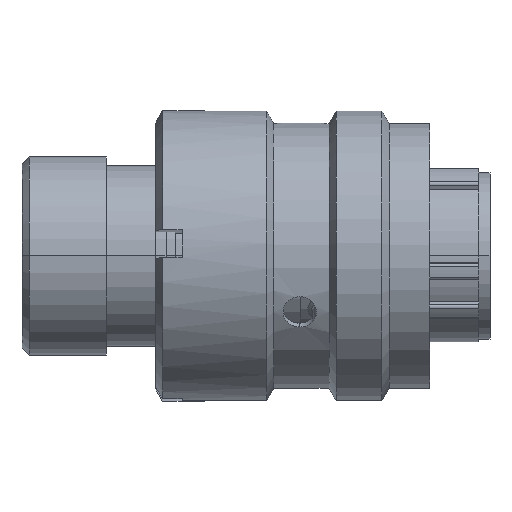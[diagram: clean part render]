
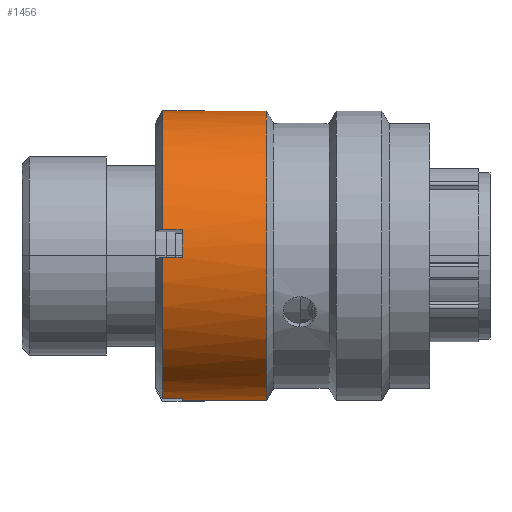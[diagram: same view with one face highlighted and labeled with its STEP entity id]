
A CAD part, top view. The second image highlights one B-rep face of the part: STEP entity #1456.
In plain terms, the highlighted cylindrical face has radius 10.35 mm (diameter 20.7 mm), a partial arc.
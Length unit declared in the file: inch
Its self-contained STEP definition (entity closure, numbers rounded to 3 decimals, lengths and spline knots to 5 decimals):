
#1456 = ADVANCED_FACE ( 'NONE', ( #6373 ), #6372, .T. ) ;
#6372 = CYLINDRICAL_SURFACE ( 'NONE', #8366, 0.40748 ) ;
#6373 = FACE_OUTER_BOUND ( 'NONE', #42197, .T. ) ;
#6374 = CARTESIAN_POINT ( 'NONE',  ( 1.14449, 0., 0. ) ) ;
#6386 = DIRECTION ( 'NONE',  ( 1., 0., 0. ) ) ;
#6387 = DIRECTION ( 'NONE',  ( 0., 0.996, -0.085 ) ) ;
#7200 = CARTESIAN_POINT ( 'NONE',  ( 0.68661, 0., 0. ) ) ;
#7201 = DIRECTION ( 'NONE',  ( 1., 0., 0. ) ) ;
#7202 = DIRECTION ( 'NONE',  ( 0., 0.996, -0.085 ) ) ;
#7203 = CARTESIAN_POINT ( 'NONE',  ( 1.14449, -0.40601, 0.03455 ) ) ;
#7205 = LINE ( 'NONE', #7211, #30760 ) ;
#7206 = LINE ( 'NONE', #7203, #30759 ) ;
#7207 = CARTESIAN_POINT ( 'NONE',  ( 0.44961, 0., 0. ) ) ;
#7208 = DIRECTION ( 'NONE',  ( -1., 0., 0. ) ) ;
#7209 = DIRECTION ( 'NONE',  ( 0., 0.085, 0.996 ) ) ;
#7210 = DIRECTION ( 'NONE',  ( 1., 0., 0. ) ) ;
#7211 = CARTESIAN_POINT ( 'NONE',  ( 1.14449, 0.40601, -0.03455 ) ) ;
#7212 = CARTESIAN_POINT ( 'NONE',  ( 0.44961, 0.40745, 0.00484 ) ) ;
#7213 = DIRECTION ( 'NONE',  ( 1., 0., 0. ) ) ;
#7214 = LINE ( 'NONE', #7215, #30767 ) ;
#7215 = CARTESIAN_POINT ( 'NONE',  ( 0.44961, 0.07362, 0.40077 ) ) ;
#7216 = LINE ( 'NONE', #7212, #30763 ) ;
#7217 = CARTESIAN_POINT ( 'NONE',  ( 0.44961, 0., 0. ) ) ;
#7218 = DIRECTION ( 'NONE',  ( -1., 0., 0. ) ) ;
#7219 = DIRECTION ( 'NONE',  ( 0., 0.085, 0.996 ) ) ;
#7220 = DIRECTION ( 'NONE',  ( -1., 0., 0. ) ) ;
#7221 = CARTESIAN_POINT ( 'NONE',  ( 0.39449, 0., 0. ) ) ;
#7222 = DIRECTION ( 'NONE',  ( 1., 0., 0. ) ) ;
#7223 = DIRECTION ( 'NONE',  ( 0., -0.996, 0.085 ) ) ;
#7224 = CARTESIAN_POINT ( 'NONE',  ( 0.44961, -0.00484, 0.40745 ) ) ;
#7225 = DIRECTION ( 'NONE',  ( -1., 0., 0. ) ) ;
#7226 = LINE ( 'NONE', #7227, #30773 ) ;
#7227 = CARTESIAN_POINT ( 'NONE',  ( 0.44961, -0.40077, 0.07362 ) ) ;
#7228 = LINE ( 'NONE', #7224, #30769 ) ;
#7229 = CARTESIAN_POINT ( 'NONE',  ( 0.44961, 0., 0. ) ) ;
#7230 = DIRECTION ( 'NONE',  ( -1., 0., 0. ) ) ;
#7231 = DIRECTION ( 'NONE',  ( 0., 0.085, 0.996 ) ) ;
#7232 = DIRECTION ( 'NONE',  ( -1., 0., 0. ) ) ;
#7234 = CARTESIAN_POINT ( 'NONE',  ( 0.39449, 0., 0. ) ) ;
#7235 = DIRECTION ( 'NONE',  ( 1., 0., 0. ) ) ;
#7236 = DIRECTION ( 'NONE',  ( 0., -0.996, 0.085 ) ) ;
#7238 = DIRECTION ( 'NONE',  ( -1., 0., 0. ) ) ;
#8366 = AXIS2_PLACEMENT_3D ( 'NONE', #6374, #6386, #6387 ) ;
#11230 = ORIENTED_EDGE ( 'NONE', *, *, #39044, .F. ) ;
#11232 = ORIENTED_EDGE ( 'NONE', *, *, #39045, .T. ) ;
#11233 = ORIENTED_EDGE ( 'NONE', *, *, #39042, .F. ) ;
#11235 = ORIENTED_EDGE ( 'NONE', *, *, #39046, .F. ) ;
#11237 = ORIENTED_EDGE ( 'NONE', *, *, #39047, .F. ) ;
#11239 = ORIENTED_EDGE ( 'NONE', *, *, #39048, .T. ) ;
#11241 = ORIENTED_EDGE ( 'NONE', *, *, #39049, .T. ) ;
#11243 = ORIENTED_EDGE ( 'NONE', *, *, #39050, .F. ) ;
#11245 = ORIENTED_EDGE ( 'NONE', *, *, #39051, .F. ) ;
#11247 = ORIENTED_EDGE ( 'NONE', *, *, #39052, .T. ) ;
#11248 = ORIENTED_EDGE ( 'NONE', *, *, #39053, .T. ) ;
#11249 = ORIENTED_EDGE ( 'NONE', *, *, #39054, .F. ) ;
#29325 = CARTESIAN_POINT ( 'NONE',  ( 0.44961, -0.40601, 0.03455 ) ) ;
#29327 = CARTESIAN_POINT ( 'NONE',  ( 0.44961, 0.40601, -0.03455 ) ) ;
#29329 = CARTESIAN_POINT ( 'NONE',  ( 0.44961, -0.40077, 0.07362 ) ) ;
#29330 = CARTESIAN_POINT ( 'NONE',  ( 0.68661, 0.40601, -0.03455 ) ) ;
#29331 = CARTESIAN_POINT ( 'NONE',  ( 0.68661, -0.40601, 0.03455 ) ) ;
#29332 = CARTESIAN_POINT ( 'NONE',  ( 0.44961, 0.07362, 0.40077 ) ) ;
#29334 = CARTESIAN_POINT ( 'NONE',  ( 0.44961, 0.40745, 0.00484 ) ) ;
#29335 = CARTESIAN_POINT ( 'NONE',  ( 0.44961, -0.00484, 0.40745 ) ) ;
#29336 = CARTESIAN_POINT ( 'NONE',  ( 0.39449, 0.40745, 0.00484 ) ) ;
#29337 = CARTESIAN_POINT ( 'NONE',  ( 0.39449, 0.07362, 0.40077 ) ) ;
#29340 = CARTESIAN_POINT ( 'NONE',  ( 0.39449, -0.00484, 0.40745 ) ) ;
#29341 = CARTESIAN_POINT ( 'NONE',  ( 0.39449, -0.40077, 0.07362 ) ) ;
#30754 = CIRCLE ( 'NONE', #30758, 0.40748 ) ;
#30756 = CIRCLE ( 'NONE', #30761, 0.40748 ) ;
#30758 = AXIS2_PLACEMENT_3D ( 'NONE', #7200, #7201, #7202 ) ;
#30759 = VECTOR ( 'NONE', #7210, 39.37008 ) ;
#30760 = VECTOR ( 'NONE', #7213, 39.37008 ) ;
#30761 = AXIS2_PLACEMENT_3D ( 'NONE', #7207, #7208, #7209 ) ;
#30762 = CIRCLE ( 'NONE', #30765, 0.40748 ) ;
#30763 = VECTOR ( 'NONE', #7220, 39.37008 ) ;
#30764 = CIRCLE ( 'NONE', #30771, 0.40748 ) ;
#30765 = AXIS2_PLACEMENT_3D ( 'NONE', #7217, #7218, #7219 ) ;
#30766 = CIRCLE ( 'NONE', #30768, 0.40748 ) ;
#30767 = VECTOR ( 'NONE', #7225, 39.37008 ) ;
#30768 = AXIS2_PLACEMENT_3D ( 'NONE', #7221, #7222, #7223 ) ;
#30769 = VECTOR ( 'NONE', #7232, 39.37008 ) ;
#30771 = AXIS2_PLACEMENT_3D ( 'NONE', #7229, #7230, #7231 ) ;
#30772 = CIRCLE ( 'NONE', #30774, 0.40748 ) ;
#30773 = VECTOR ( 'NONE', #7238, 39.37008 ) ;
#30774 = AXIS2_PLACEMENT_3D ( 'NONE', #7234, #7235, #7236 ) ;
#35098 = VERTEX_POINT ( 'NONE', #29325 ) ;
#35102 = VERTEX_POINT ( 'NONE', #29327 ) ;
#35106 = VERTEX_POINT ( 'NONE', #29329 ) ;
#35107 = VERTEX_POINT ( 'NONE', #29330 ) ;
#35109 = VERTEX_POINT ( 'NONE', #29331 ) ;
#35111 = VERTEX_POINT ( 'NONE', #29332 ) ;
#35115 = VERTEX_POINT ( 'NONE', #29334 ) ;
#35117 = VERTEX_POINT ( 'NONE', #29335 ) ;
#35119 = VERTEX_POINT ( 'NONE', #29336 ) ;
#35120 = VERTEX_POINT ( 'NONE', #29337 ) ;
#35126 = VERTEX_POINT ( 'NONE', #29340 ) ;
#35128 = VERTEX_POINT ( 'NONE', #29341 ) ;
#39042 = EDGE_CURVE ( 'NONE', #35107, #35109, #30754, .T. ) ;
#39044 = EDGE_CURVE ( 'NONE', #35098, #35106, #30756, .T. ) ;
#39045 = EDGE_CURVE ( 'NONE', #35098, #35109, #7206, .T. ) ;
#39046 = EDGE_CURVE ( 'NONE', #35102, #35107, #7205, .T. ) ;
#39047 = EDGE_CURVE ( 'NONE', #35115, #35102, #30762, .T. ) ;
#39048 = EDGE_CURVE ( 'NONE', #35115, #35119, #7216, .T. ) ;
#39049 = EDGE_CURVE ( 'NONE', #35119, #35120, #30766, .T. ) ;
#39050 = EDGE_CURVE ( 'NONE', #35111, #35120, #7214, .T. ) ;
#39051 = EDGE_CURVE ( 'NONE', #35117, #35111, #30764, .T. ) ;
#39052 = EDGE_CURVE ( 'NONE', #35117, #35126, #7228, .T. ) ;
#39053 = EDGE_CURVE ( 'NONE', #35126, #35128, #30772, .T. ) ;
#39054 = EDGE_CURVE ( 'NONE', #35106, #35128, #7226, .T. ) ;
#42197 = EDGE_LOOP ( 'NONE', ( #11230, #11232, #11233, #11235, #11237, #11239, #11241, #11243, #11245, #11247, #11248, #11249 ) ) ;
